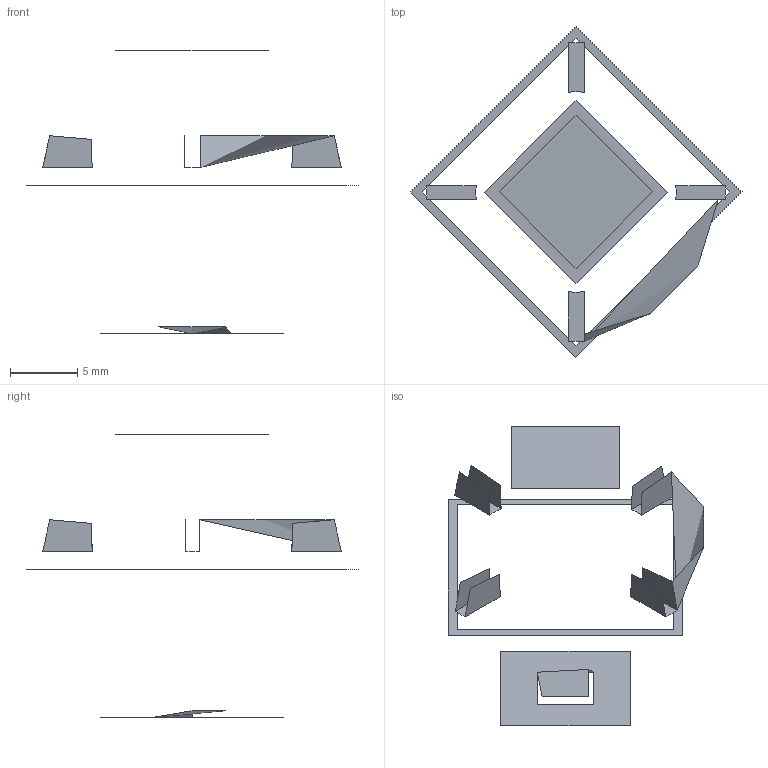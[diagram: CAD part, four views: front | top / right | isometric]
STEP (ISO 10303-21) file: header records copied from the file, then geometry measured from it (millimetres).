
FILE_DESCRIPTION( ( 'Unknown' ), '1' );
FILE_NAME( '6389500_VTBX30_M06.stp', 'Unknown', ( 'Unknown' ), ( 'Unknown' ), 'PSStep 11.0', 'Unknown', ' ' );
FILE_SCHEMA( ( 'AUTOMOTIVE_DESIGN { 1 0 10303 214 1 1 1 1 }' ) );
Length unit declared in the file: millimetre
Products named in the file (1): 6389500
Bounding box: 24.63 x 24.63 x 21 mm (x, y, z)
Volume: 4427.7 mm3
Topology: 1 solids, 2 shells, 32 faces, 63 edges, 47 vertices
Faces by surface type: plane 15, torus 6, cylinder 5, cone 4, sphere 1, bspline 1
Full cylindrical faces by diameter (mm): 4.917 x2, 32 x3
Entity records: 1552 total; most frequent: CARTESIAN_POINT 638, DIRECTION 124, ORIENTED_EDGE 122, EDGE_CURVE 61, AXIS2_PLACEMENT_3D 58, VERTEX_POINT 47, EDGE_LOOP 44, FACE_OUTER_BOUND 36
